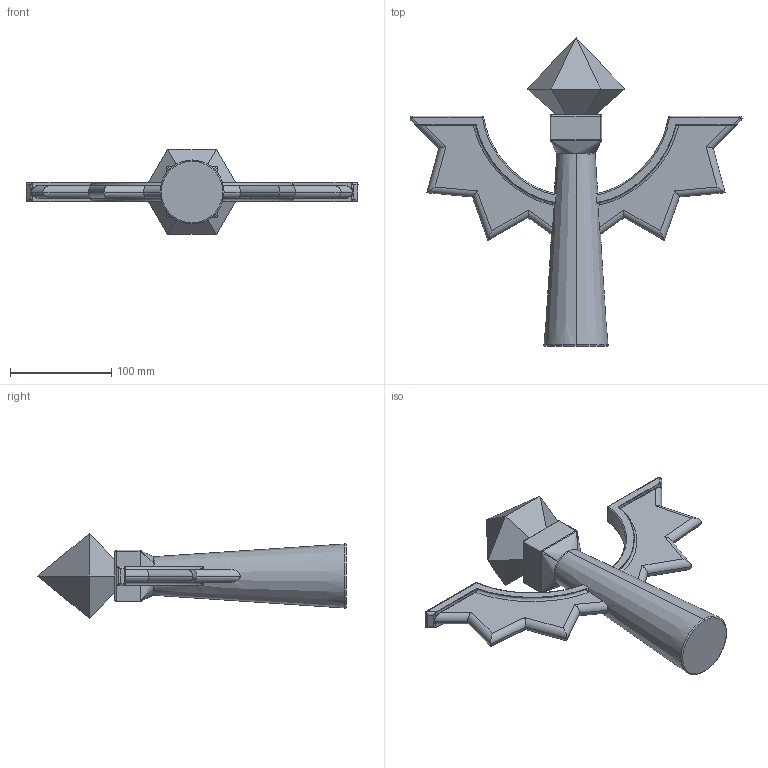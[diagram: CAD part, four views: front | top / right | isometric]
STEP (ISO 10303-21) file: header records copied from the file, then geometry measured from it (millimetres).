
FILE_DESCRIPTION (( 'STEP AP203' ), '1' );
FILE_NAME ('vision ward[1].STEP', '2012-06-27T17:05:01', ( 'User' ), ( '' ), 'SwSTEP 2.0', 'SolidWorks 2012', '' );
FILE_SCHEMA (( 'CONFIG_CONTROL_DESIGN' ));
Length unit declared in the file: inch
Products named in the file (1): vision ward[1]
Bounding box: 327.92 x 304.8 x 83.8 mm (x, y, z)
Volume: 889649.9 mm3; surface area: 103860.2 mm2
Topology: 1 solids, 1 shells, 217 faces, 511 edges, 275 vertices
Faces by surface type: bspline 74, cylinder 73, plane 42, sphere 16, torus 10, cone 2
Entity records: 9940 total; most frequent: CARTESIAN_POINT 5706, ORIENTED_EDGE 974, DIRECTION 731, EDGE_CURVE 487, AXIS2_PLACEMENT_3D 282, VERTEX_POINT 275, EDGE_LOOP 220, ADVANCED_FACE 217
